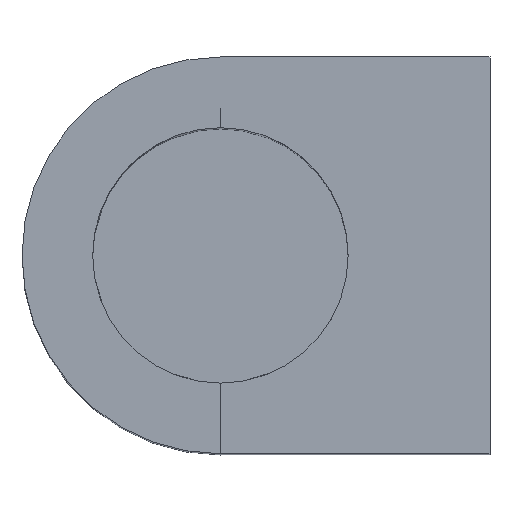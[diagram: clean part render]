
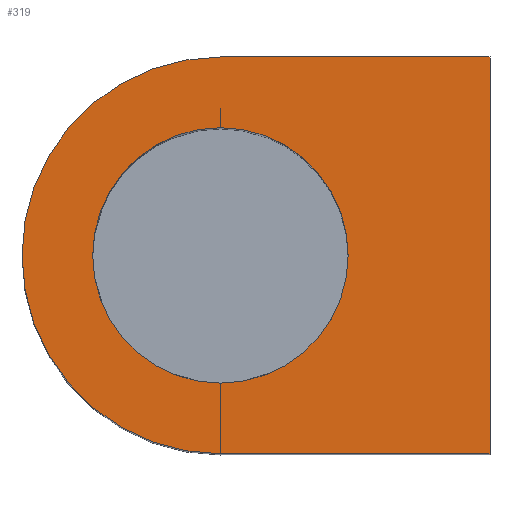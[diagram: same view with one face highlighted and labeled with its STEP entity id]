
A CAD part, top view. The second image highlights one B-rep face of the part: STEP entity #319.
In plain terms, the highlighted planar face has unit normal (0, 0, 1).
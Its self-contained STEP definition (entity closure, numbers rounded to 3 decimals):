
#30=PLANE('',#362);
#47=FACE_OUTER_BOUND('',#70,.T.);
#70=EDGE_LOOP('',(#251,#252,#253,#254,#255,#256,#257,#258,#259,#260));
#90=LINE('',#598,#118);
#91=LINE('',#601,#119);
#94=LINE('',#606,#122);
#95=LINE('',#608,#123);
#96=LINE('',#610,#124);
#97=LINE('',#612,#125);
#98=LINE('',#614,#126);
#118=VECTOR('',#420,10.);
#119=VECTOR('',#423,10.);
#122=VECTOR('',#428,10.);
#123=VECTOR('',#429,10.);
#124=VECTOR('',#430,10.);
#125=VECTOR('',#431,10.);
#126=VECTOR('',#432,10.);
#139=CIRCLE('',#350,1.65);
#142=CIRCLE('',#354,1.65);
#145=CIRCLE('',#363,2.563);
#150=VERTEX_POINT('',#477);
#152=VERTEX_POINT('',#480);
#156=VERTEX_POINT('',#538);
#158=VERTEX_POINT('',#542);
#164=VERTEX_POINT('',#596);
#165=VERTEX_POINT('',#600);
#167=VERTEX_POINT('',#607);
#168=VERTEX_POINT('',#609);
#169=VERTEX_POINT('',#611);
#170=VERTEX_POINT('',#613);
#180=EDGE_CURVE('',#152,#150,#139,.T.);
#187=EDGE_CURVE('',#156,#158,#142,.T.);
#196=EDGE_CURVE('',#158,#164,#90,.T.);
#197=EDGE_CURVE('',#165,#156,#91,.T.);
#200=EDGE_CURVE('',#164,#152,#94,.T.);
#201=EDGE_CURVE('',#150,#167,#95,.T.);
#202=EDGE_CURVE('',#167,#168,#96,.T.);
#203=EDGE_CURVE('',#168,#169,#97,.T.);
#204=EDGE_CURVE('',#169,#170,#98,.T.);
#205=EDGE_CURVE('',#170,#165,#145,.T.);
#251=ORIENTED_EDGE('',*,*,#187,.T.);
#252=ORIENTED_EDGE('',*,*,#196,.T.);
#253=ORIENTED_EDGE('',*,*,#200,.T.);
#254=ORIENTED_EDGE('',*,*,#180,.T.);
#255=ORIENTED_EDGE('',*,*,#201,.T.);
#256=ORIENTED_EDGE('',*,*,#202,.T.);
#257=ORIENTED_EDGE('',*,*,#203,.T.);
#258=ORIENTED_EDGE('',*,*,#204,.T.);
#259=ORIENTED_EDGE('',*,*,#205,.T.);
#260=ORIENTED_EDGE('',*,*,#197,.T.);
#319=ADVANCED_FACE('',(#47),#30,.T.);
#350=AXIS2_PLACEMENT_3D('',#481,#391,#392);
#354=AXIS2_PLACEMENT_3D('',#544,#402,#403);
#362=AXIS2_PLACEMENT_3D('',#605,#426,#427);
#363=AXIS2_PLACEMENT_3D('',#615,#433,#434);
#391=DIRECTION('center_axis',(0.,0.,-1.));
#392=DIRECTION('ref_axis',(-1.,0.,0.));
#402=DIRECTION('center_axis',(0.,0.,-1.));
#403=DIRECTION('ref_axis',(-1.,0.,0.));
#420=DIRECTION('',(0.,1.,0.));
#423=DIRECTION('',(0.,1.,0.));
#426=DIRECTION('center_axis',(0.,0.,1.));
#427=DIRECTION('ref_axis',(-1.,0.,0.));
#428=DIRECTION('',(0.,-1.,0.));
#429=DIRECTION('',(0.,-1.,0.));
#430=DIRECTION('',(1.,0.,0.));
#431=DIRECTION('',(0.,1.,0.));
#432=DIRECTION('',(-1.,0.,0.));
#433=DIRECTION('center_axis',(0.,0.,1.));
#434=DIRECTION('ref_axis',(0.,1.,0.));
#477=CARTESIAN_POINT('',(0.,-1.65,10.8));
#480=CARTESIAN_POINT('',(0.,1.65,10.8));
#481=CARTESIAN_POINT('Origin',(0.,0.,10.8));
#538=CARTESIAN_POINT('',(0.,-1.65,10.8));
#542=CARTESIAN_POINT('',(0.,1.65,10.8));
#544=CARTESIAN_POINT('Origin',(0.,0.,10.8));
#596=CARTESIAN_POINT('',(0.,1.9,10.8));
#598=CARTESIAN_POINT('',(0.,-2.563,10.8));
#600=CARTESIAN_POINT('',(0.,-2.563,10.8));
#601=CARTESIAN_POINT('',(0.,-2.563,10.8));
#605=CARTESIAN_POINT('Origin',(0.,0.,10.8));
#606=CARTESIAN_POINT('',(0.,-2.56,10.8));
#607=CARTESIAN_POINT('',(0.,-2.56,10.8));
#608=CARTESIAN_POINT('',(0.,-2.56,10.8));
#609=CARTESIAN_POINT('',(3.482,-2.56,10.8));
#610=CARTESIAN_POINT('',(3.482,-2.56,10.8));
#611=CARTESIAN_POINT('',(3.482,2.563,10.8));
#612=CARTESIAN_POINT('',(3.482,2.563,10.8));
#613=CARTESIAN_POINT('',(0.,2.563,10.8));
#614=CARTESIAN_POINT('',(0.,2.563,10.8));
#615=CARTESIAN_POINT('Origin',(0.,0.,10.8));
